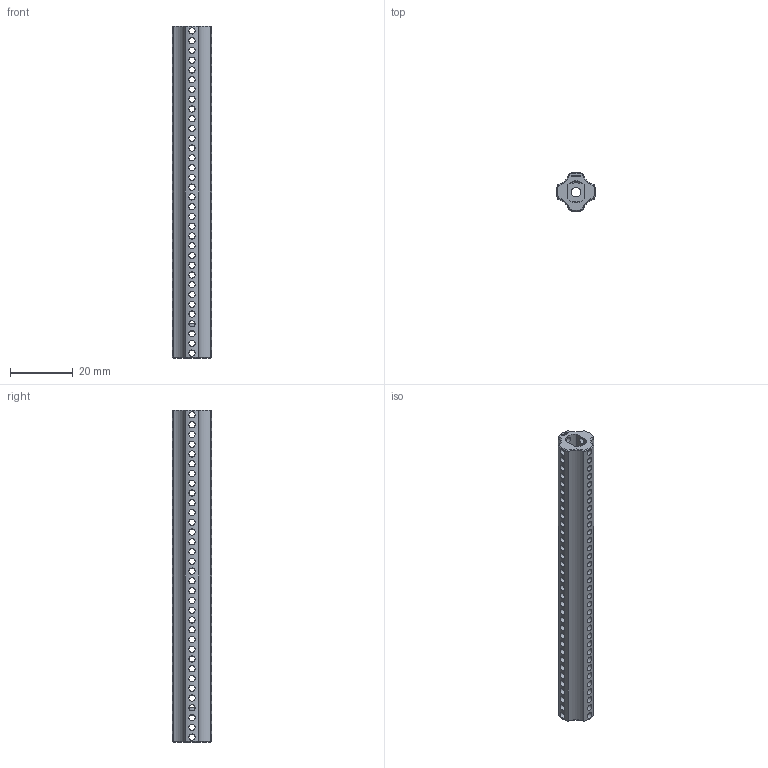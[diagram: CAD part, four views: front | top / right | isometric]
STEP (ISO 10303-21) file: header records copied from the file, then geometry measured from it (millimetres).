
FILE_DESCRIPTION(('FreeCAD Model'),'2;1');
FILE_NAME('Open CASCADE Shape Model','2024-06-16T01:05:19',(''),(''), 'Open CASCADE STEP processor 7.6','FreeCAD','Unknown');
FILE_SCHEMA(('AUTOMOTIVE_DESIGN { 1 0 10303 214 1 1 1 1 }'));
Length unit declared in the file: millimetre
Products named in the file (1): Power-Transmission Hub PLN IDX FXD TTMotor BU08.75 - SPN-PTH-0234 
(stemfie.org)
Bounding box: 12.5 x 12.5 x 106.25 mm (x, y, z)
Volume: 6480 mm3; surface area: 8488.3 mm2
Topology: 1 solids, 1 shells, 649 faces, 1931 edges, 1304 vertices
Faces by surface type: plane 330, cylinder 157, extrusion 140, cone 22
Full cylindrical faces by diameter (mm): 2 x136, 3 x1
Entity records: 33366 total; most frequent: CARTESIAN_POINT 16337, ORIENTED_EDGE 3862, DIRECTION 2659, EDGE_CURVE 1931, VECTOR 1325, VERTEX_POINT 1304, LINE 1185, FACE_BOUND 943
